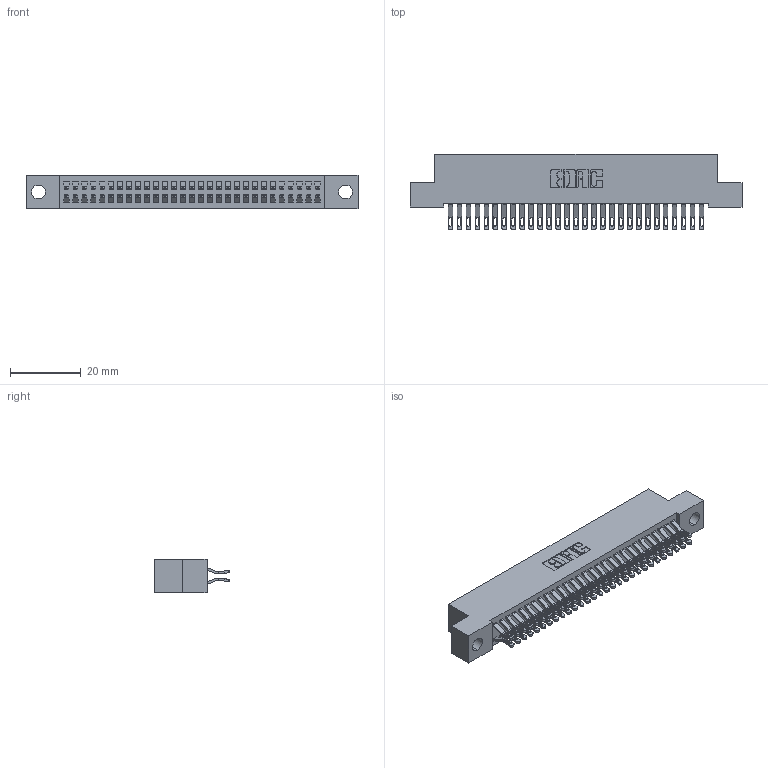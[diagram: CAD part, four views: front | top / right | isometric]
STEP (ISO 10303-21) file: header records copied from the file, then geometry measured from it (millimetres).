
FILE_DESCRIPTION (( 'STEP AP203' ), '1' );
FILE_NAME ('392-058-555-204.STEP', '2019-10-08T16:52:09', ( '' ), ( '' ), 'SwSTEP 2.0', 'SolidWorks 2016', '' );
FILE_SCHEMA (( 'CONFIG_CONTROL_DESIGN' ));
Length unit declared in the file: inch
Products named in the file (3): 392-058-555-204; 342 Part_.156 TH; 345-292-001_555 Tail
Assembly tree (59 placements, depth 2):
  392-058-555-204
    342 Part_.156 TH
    345-292-001_555 Tail  x58
Bounding box: 93.98 x 21.47 x 9.4 mm (x, y, z)
Volume: 8456.7 mm3; surface area: 13830.5 mm2
Topology: 59 solids, 59 shells, 3474 faces, 10913 edges, 7274 vertices
Faces by surface type: plane 2038, cylinder 1436
Entity records: 20535 total; most frequent: CARTESIAN_POINT 3452, ORIENTED_EDGE 3358, DIRECTION 2943, EDGE_CURVE 1679, VECTOR 1531, LINE 1531, VERTEX_POINT 1118, AXIS2_PLACEMENT_3D 706
